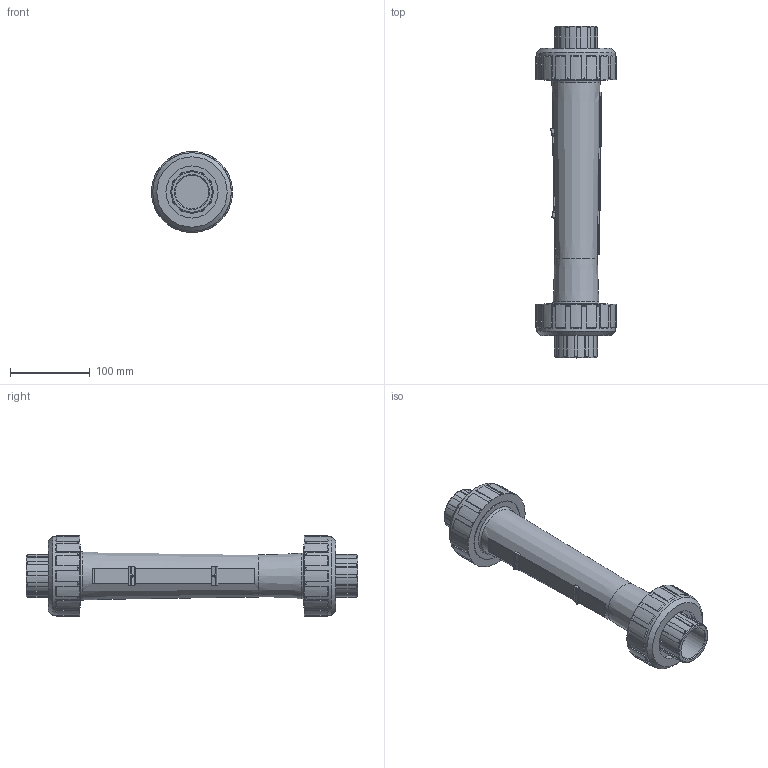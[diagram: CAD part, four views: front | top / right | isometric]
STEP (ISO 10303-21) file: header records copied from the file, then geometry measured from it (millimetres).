
FILE_DESCRIPTION((''),'2;1');
FILE_NAME('RM320-125I-PVC_R0.ipt.stp','2018-10-10T16:23:02',(''),(''),'Autodesk Inventor 2009','Autodesk Inventor 2009','');
FILE_SCHEMA(('AUTOMOTIVE_DESIGN { 1 0 10303 214 1 1 1 1 }'));
Length unit declared in the file: inch
Products named in the file (1): RM320-125I-PVC_R0
Bounding box: 101.35 x 416 x 101.35 mm (x, y, z)
Volume: 1298385.6 mm3; surface area: 178439.1 mm2
Topology: 1 solids, 17 shells, 649 faces, 1758 edges, 1147 vertices
Faces by surface type: plane 261, bspline 140, cylinder 128, cone 106, torus 12, sphere 2
Full cylindrical faces by diameter (mm): 42.2 x2, 52.2 x2, 65.278 x2, 75.8 x2, 79.929 x2, 80.21 x4, 82.931 x2, 98.298 x2, 101.346 x2
Entity records: 24333 total; most frequent: CARTESIAN_POINT 8200, ORIENTED_EDGE 3390, DIRECTION 3012, EDGE_CURVE 1695, VERTEX_POINT 1133, AXIS2_PLACEMENT_3D 1125, VECTOR 762, LINE 762
